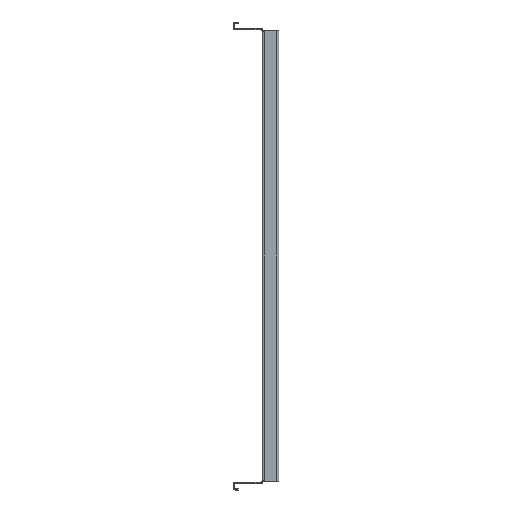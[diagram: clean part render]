
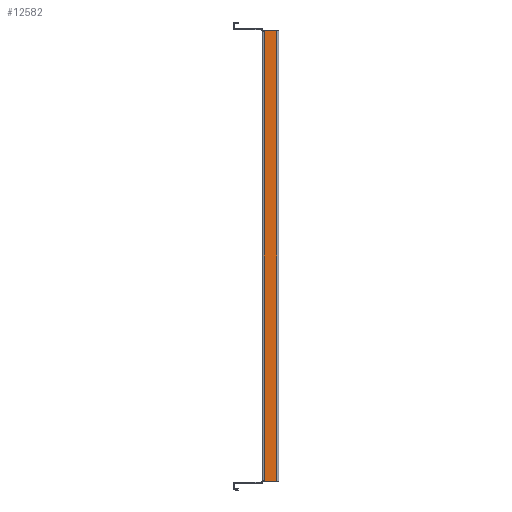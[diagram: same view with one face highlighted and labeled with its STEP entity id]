
A CAD part, left-side view. The second image highlights one B-rep face of the part: STEP entity #12582.
In plain terms, the highlighted planar face has unit normal (-1, 0, 0).
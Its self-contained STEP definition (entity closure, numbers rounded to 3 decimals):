
#122 = ORIENTED_EDGE ( 'NONE', *, *, #16278, .T. ) ;
#136 = VECTOR ( 'NONE', #18711, 1000. ) ;
#2828 = DIRECTION ( 'NONE',  ( 0., -1., 0. ) ) ;
#4057 = CARTESIAN_POINT ( 'NONE',  ( -280., -29., -443. ) ) ;
#4759 = LINE ( 'NONE', #6764, #7165 ) ;
#4853 = CARTESIAN_POINT ( 'NONE',  ( -280., 0., -443. ) ) ;
#6153 = LINE ( 'NONE', #22140, #136 ) ;
#6764 = CARTESIAN_POINT ( 'NONE',  ( -280., 0., 443. ) ) ;
#7165 = VECTOR ( 'NONE', #18864, 1000. ) ;
#7730 = LINE ( 'NONE', #4057, #9890 ) ;
#8382 = ORIENTED_EDGE ( 'NONE', *, *, #22599, .T. ) ;
#8462 = DIRECTION ( 'NONE',  ( -1., 0., 0. ) ) ;
#9299 = VERTEX_POINT ( 'NONE', #11194 ) ;
#9804 = VECTOR ( 'NONE', #2828, 1000. ) ;
#9890 = VECTOR ( 'NONE', #13172, 1000. ) ;
#10233 = DIRECTION ( 'NONE',  ( 0., -1., 0. ) ) ;
#10367 = VERTEX_POINT ( 'NONE', #16922 ) ;
#10385 = EDGE_CURVE ( 'NONE', #11451, #9299, #6153, .T. ) ;
#11194 = CARTESIAN_POINT ( 'NONE',  ( -280., -4., -443. ) ) ;
#11451 = VERTEX_POINT ( 'NONE', #22673 ) ;
#12434 = CARTESIAN_POINT ( 'NONE',  ( -280., -29., 443. ) ) ;
#12582 = ADVANCED_FACE ( 'NONE', ( #22795 ), #20895, .T. ) ;
#13172 = DIRECTION ( 'NONE',  ( 0., 0., 1. ) ) ;
#14233 = ORIENTED_EDGE ( 'NONE', *, *, #20864, .T. ) ;
#14849 = AXIS2_PLACEMENT_3D ( 'NONE', #17333, #8462, #10233 ) ;
#16278 = EDGE_CURVE ( 'NONE', #23159, #11451, #4759, .T. ) ;
#16922 = CARTESIAN_POINT ( 'NONE',  ( -280., -29., -443. ) ) ;
#17333 = CARTESIAN_POINT ( 'NONE',  ( -280., 0., 0. ) ) ;
#17945 = ORIENTED_EDGE ( 'NONE', *, *, #10385, .T. ) ;
#18711 = DIRECTION ( 'NONE',  ( 0., 0., -1. ) ) ;
#18864 = DIRECTION ( 'NONE',  ( 0., 1., 0. ) ) ;
#20864 = EDGE_CURVE ( 'NONE', #9299, #10367, #22853, .T. ) ;
#20895 = PLANE ( 'NONE',  #14849 ) ;
#22140 = CARTESIAN_POINT ( 'NONE',  ( -280., -4., 0. ) ) ;
#22599 = EDGE_CURVE ( 'NONE', #10367, #23159, #7730, .T. ) ;
#22673 = CARTESIAN_POINT ( 'NONE',  ( -280., -4., 443. ) ) ;
#22795 = FACE_OUTER_BOUND ( 'NONE', #23209, .T. ) ;
#22853 = LINE ( 'NONE', #4853, #9804 ) ;
#23159 = VERTEX_POINT ( 'NONE', #12434 ) ;
#23209 = EDGE_LOOP ( 'NONE', ( #14233, #8382, #122, #17945 ) ) ;
